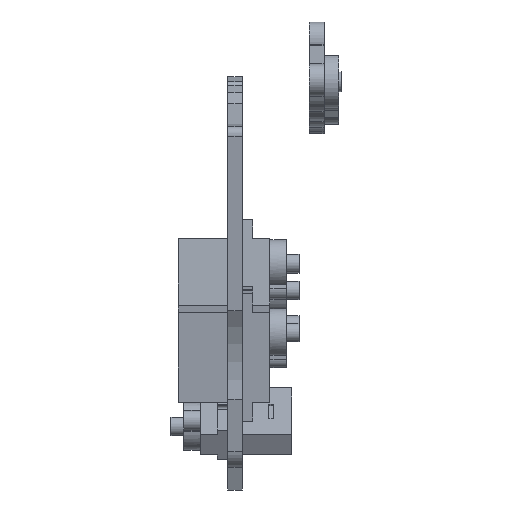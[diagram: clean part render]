
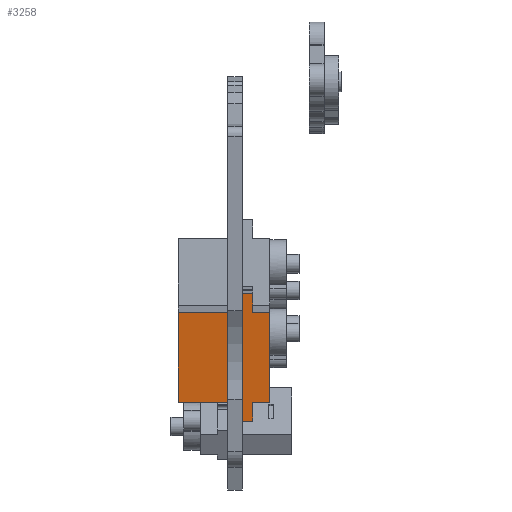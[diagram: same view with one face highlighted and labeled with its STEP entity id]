
A CAD part, left-side view. The second image highlights one B-rep face of the part: STEP entity #3258.
In plain terms, the highlighted face is planar.
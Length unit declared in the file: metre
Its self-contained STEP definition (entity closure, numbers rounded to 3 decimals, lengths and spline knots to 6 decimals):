
#428=ORIENTED_EDGE('',*,*,#1242,.T.);
#429=ORIENTED_EDGE('',*,*,#1251,.F.);
#430=ORIENTED_EDGE('',*,*,#1178,.T.);
#431=ORIENTED_EDGE('',*,*,#1185,.T.);
#432=ORIENTED_EDGE('',*,*,#1183,.F.);
#433=ORIENTED_EDGE('',*,*,#1252,.F.);
#434=ORIENTED_EDGE('',*,*,#1243,.F.);
#435=ORIENTED_EDGE('',*,*,#1253,.F.);
#436=ORIENTED_EDGE('',*,*,#1254,.T.);
#437=ORIENTED_EDGE('',*,*,#1204,.T.);
#438=ORIENTED_EDGE('',*,*,#1207,.F.);
#439=ORIENTED_EDGE('',*,*,#1201,.F.);
#440=ORIENTED_EDGE('',*,*,#1255,.T.);
#1178=EDGE_CURVE('',#1617,#1616,#1938,.T.);
#1183=EDGE_CURVE('',#1620,#1621,#1943,.T.);
#1185=EDGE_CURVE('',#1616,#1621,#1945,.T.);
#1201=EDGE_CURVE('',#1633,#1634,#1959,.T.);
#1204=EDGE_CURVE('',#1636,#1635,#1962,.T.);
#1207=EDGE_CURVE('',#1634,#1635,#1965,.T.);
#1242=EDGE_CURVE('',#1662,#1664,#1989,.T.);
#1243=EDGE_CURVE('',#1657,#1665,#1990,.T.);
#1251=EDGE_CURVE('',#1617,#1664,#1998,.T.);
#1252=EDGE_CURVE('',#1665,#1620,#1999,.T.);
#1253=EDGE_CURVE('',#1668,#1657,#2000,.T.);
#1254=EDGE_CURVE('',#1668,#1636,#2001,.T.);
#1255=EDGE_CURVE('',#1633,#1662,#2002,.T.);
#1616=VERTEX_POINT('',#4794);
#1617=VERTEX_POINT('',#4796);
#1620=VERTEX_POINT('',#4804);
#1621=VERTEX_POINT('',#4806);
#1633=VERTEX_POINT('',#4841);
#1634=VERTEX_POINT('',#4843);
#1635=VERTEX_POINT('',#4847);
#1636=VERTEX_POINT('',#4849);
#1657=VERTEX_POINT('',#4908);
#1662=VERTEX_POINT('',#4926);
#1664=VERTEX_POINT('',#4930);
#1665=VERTEX_POINT('',#4934);
#1668=VERTEX_POINT('',#4949);
#1938=LINE('',#4795,#2234);
#1943=LINE('',#4805,#2239);
#1945=LINE('',#4809,#2241);
#1959=LINE('',#4842,#2255);
#1962=LINE('',#4848,#2258);
#1965=LINE('',#4854,#2261);
#1989=LINE('',#4931,#2285);
#1990=LINE('',#4933,#2286);
#1998=LINE('',#4946,#2294);
#1999=LINE('',#4947,#2295);
#2000=LINE('',#4948,#2296);
#2001=LINE('',#4950,#2297);
#2002=LINE('',#4951,#2298);
#2234=VECTOR('',#3834,1.);
#2239=VECTOR('',#3841,1.);
#2241=VECTOR('',#3845,1.);
#2255=VECTOR('',#3873,1.);
#2258=VECTOR('',#3878,1.);
#2261=VECTOR('',#3883,1.);
#2285=VECTOR('',#3959,1.);
#2286=VECTOR('',#3962,1.);
#2294=VECTOR('',#3974,1.);
#2295=VECTOR('',#3975,1.);
#2296=VECTOR('',#3976,1.);
#2297=VECTOR('',#3977,1.);
#2298=VECTOR('',#3978,1.);
#2553=EDGE_LOOP('',(#428,#429,#430,#431,#432,#433,#434,#435,#436,#437,#438,
#439,#440));
#2855=FACE_BOUND('',#2553,.T.);
#3147=PLANE('',#3522);
#3258=ADVANCED_FACE('',(#2855),#3147,.F.);
#3522=AXIS2_PLACEMENT_3D('',#4945,#3972,#3973);
#3834=DIRECTION('',(1.,0.,0.));
#3841=DIRECTION('',(1.,0.,0.));
#3845=DIRECTION('',(0.,0.,1.));
#3873=DIRECTION('',(-1.,0.,0.));
#3878=DIRECTION('',(-1.,0.,0.));
#3883=DIRECTION('',(0.,0.,1.));
#3959=DIRECTION('',(1.,0.,0.));
#3962=DIRECTION('',(1.,0.,0.));
#3972=DIRECTION('',(0.,1.,0.));
#3973=DIRECTION('',(0.,0.,1.));
#3974=DIRECTION('',(0.,0.,-1.));
#3975=DIRECTION('',(0.,0.,-1.));
#3976=DIRECTION('',(1.,0.,0.));
#3977=DIRECTION('',(0.,0.,-1.));
#3978=DIRECTION('',(0.,0.,-1.));
#4794=CARTESIAN_POINT('',(-0.026386,0.003257,0.0159));
#4795=CARTESIAN_POINT('',(-0.040855,0.003257,0.0159));
#4796=CARTESIAN_POINT('',(-0.031086,0.003257,0.0159));
#4804=CARTESIAN_POINT('',(-0.031086,0.003257,0.0184));
#4805=CARTESIAN_POINT('',(-0.055859,0.003257,0.0184));
#4806=CARTESIAN_POINT('',(-0.026386,0.003257,0.0184));
#4809=CARTESIAN_POINT('',(-0.026386,0.003257,0.01715));
#4841=CARTESIAN_POINT('',(-0.053586,0.003257,0.0159));
#4842=CARTESIAN_POINT('',(-0.056013,0.003257,0.0159));
#4843=CARTESIAN_POINT('',(-0.058286,0.003257,0.0159));
#4847=CARTESIAN_POINT('',(-0.058286,0.003257,0.0184));
#4848=CARTESIAN_POINT('',(-0.055859,0.003257,0.0184));
#4849=CARTESIAN_POINT('',(-0.053586,0.003257,0.0184));
#4854=CARTESIAN_POINT('',(-0.058286,0.003257,0.015993));
#4908=CARTESIAN_POINT('',(-0.047686,0.003257,0.0227));
#4926=CARTESIAN_POINT('',(-0.053586,0.003257,0.));
#4930=CARTESIAN_POINT('',(-0.031086,0.003257,0.));
#4931=CARTESIAN_POINT('',(-0.040855,0.003257,0.));
#4933=CARTESIAN_POINT('',(-0.040855,0.003257,0.0227));
#4934=CARTESIAN_POINT('',(-0.031086,0.003257,0.0227));
#4945=CARTESIAN_POINT('',(-0.040855,0.003257,0.0227));
#4946=CARTESIAN_POINT('',(-0.031086,0.003257,0.0227));
#4947=CARTESIAN_POINT('',(-0.031086,0.003257,0.0227));
#4948=CARTESIAN_POINT('',(-0.040855,0.003257,0.0227));
#4949=CARTESIAN_POINT('',(-0.053586,0.003257,0.0227));
#4950=CARTESIAN_POINT('',(-0.053586,0.003257,0.0227));
#4951=CARTESIAN_POINT('',(-0.053586,0.003257,0.0227));
